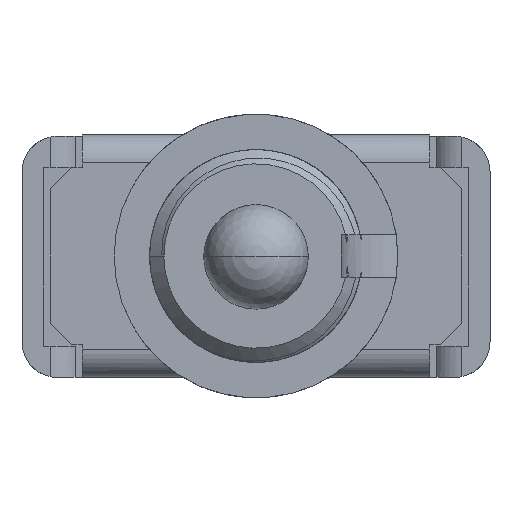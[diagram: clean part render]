
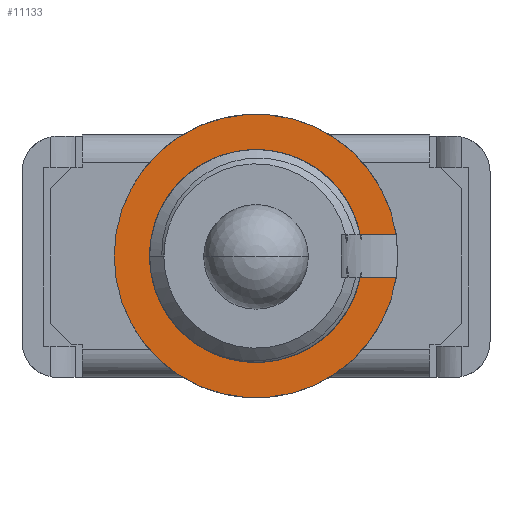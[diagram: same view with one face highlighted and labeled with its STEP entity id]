
A CAD part, front view. The second image highlights one B-rep face of the part: STEP entity #11133.
In plain terms, the highlighted planar face has unit normal (0, -1, 0).
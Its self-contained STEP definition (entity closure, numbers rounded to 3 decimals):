
#7148=CARTESIAN_POINT('',(2.963,-1.,-0.443));
#8043=DIRECTION('',(0.,0.,1.));
#8044=VECTOR('',#8043,0.132);
#8045=CARTESIAN_POINT('',(2.963,-1.,-0.575));
#8046=LINE('',#8045,#8044);
#8051=DIRECTION('',(0.,0.,1.));
#8052=VECTOR('',#8051,0.132);
#8053=CARTESIAN_POINT('',(2.963,-1.,0.493));
#8054=LINE('',#8053,#8052);
#8070=DIRECTION('',(1.,0.,0.));
#8071=VECTOR('',#8070,0.991);
#8072=CARTESIAN_POINT('',(2.963,-1.,-0.575));
#8073=LINE('',#8072,#8071);
#8074=CARTESIAN_POINT('',(0.,-1.,0.025));
#8075=DIRECTION('',(0.,1.,0.));
#8076=DIRECTION('',(0.989,0.,-0.15));
#8077=AXIS2_PLACEMENT_3D('',#8074,#8075,#8076);
#8079=CARTESIAN_POINT('',(0.,-1.,0.025));
#8080=DIRECTION('',(0.,1.,0.));
#8081=DIRECTION('',(-1.,0.,0.));
#8082=AXIS2_PLACEMENT_3D('',#8079,#8080,#8081);
#8084=DIRECTION('',(-1.,0.,0.));
#8085=VECTOR('',#8084,0.991);
#8086=CARTESIAN_POINT('',(3.955,-1.,0.625));
#8087=LINE('',#8086,#8085);
#8088=CARTESIAN_POINT('',(0.,-1.,0.025));
#8089=DIRECTION('',(0.,-1.,0.));
#8090=DIRECTION('',(0.988,0.,0.156));
#8091=AXIS2_PLACEMENT_3D('',#8088,#8089,#8090);
#8093=CARTESIAN_POINT('',(0.,-1.,0.025));
#8094=DIRECTION('',(0.,-1.,0.));
#8095=DIRECTION('',(-1.,0.,0.));
#8096=AXIS2_PLACEMENT_3D('',#8093,#8094,#8095);
#8409=CARTESIAN_POINT('',(3.955,-1.,0.625));
#8411=VERTEX_POINT('',#8409);
#8412=CARTESIAN_POINT('',(-4.,-1.,0.025));
#8413=VERTEX_POINT('',#8412);
#8422=CARTESIAN_POINT('',(2.963,-1.,0.625));
#8423=VERTEX_POINT('',#8422);
#8553=VERTEX_POINT('',#7148);
#8554=CARTESIAN_POINT('',(-3.,-1.,0.025));
#8555=VERTEX_POINT('',#8554);
#8556=CARTESIAN_POINT('',(2.963,-1.,0.493));
#8557=VERTEX_POINT('',#8556);
#8630=CARTESIAN_POINT('',(2.963,-1.,-0.575));
#8631=CARTESIAN_POINT('',(3.955,-1.,-0.575));
#8632=VERTEX_POINT('',#8630);
#8633=VERTEX_POINT('',#8631);
#11118=CARTESIAN_POINT('',(0.,-1.,0.025));
#11119=DIRECTION('',(0.,1.,0.));
#11120=DIRECTION('',(1.,0.,0.));
#11121=AXIS2_PLACEMENT_3D('',#11118,#11119,#11120);
#11122=PLANE('',#11121);
#11123=ORIENTED_EDGE('',*,*,#10544,.T.);
#11124=ORIENTED_EDGE('',*,*,#11113,.T.);
#11125=ORIENTED_EDGE('',*,*,#8686,.T.);
#11126=ORIENTED_EDGE('',*,*,#8720,.T.);
#11127=ORIENTED_EDGE('',*,*,#11097,.F.);
#11128=ORIENTED_EDGE('',*,*,#9095,.T.);
#11129=ORIENTED_EDGE('',*,*,#9093,.T.);
#11130=ORIENTED_EDGE('',*,*,#11083,.F.);
#11131=EDGE_LOOP('',(#11123,#11124,#11125,#11126,#11127,#11128,#11129,#11130));
#11132=FACE_OUTER_BOUND('',#11131,.F.);
#11133=ADVANCED_FACE('',(#11132),#11122,.F.);
#8078=CIRCLE('',#8077,4.);
#8083=CIRCLE('',#8082,4.);
#8092=CIRCLE('',#8091,3.);
#8097=CIRCLE('',#8096,3.);
#8686=EDGE_CURVE('',#8413,#8411,#8083,.T.);
#8720=EDGE_CURVE('',#8411,#8423,#8087,.T.);
#9093=EDGE_CURVE('',#8555,#8553,#8097,.T.);
#9095=EDGE_CURVE('',#8557,#8555,#8092,.T.);
#10544=EDGE_CURVE('',#8632,#8633,#8073,.T.);
#11083=EDGE_CURVE('',#8632,#8553,#8046,.T.);
#11097=EDGE_CURVE('',#8557,#8423,#8054,.T.);
#11113=EDGE_CURVE('',#8633,#8413,#8078,.T.);
